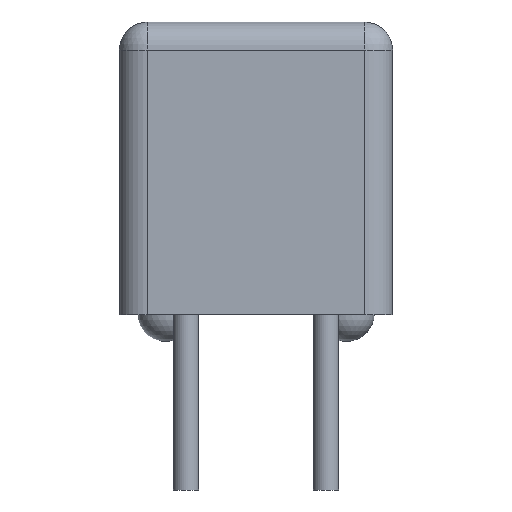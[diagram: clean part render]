
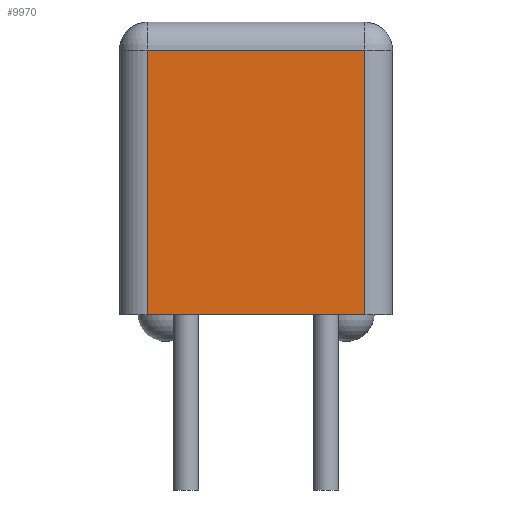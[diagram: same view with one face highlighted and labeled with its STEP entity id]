
A CAD part, left-side view. The second image highlights one B-rep face of the part: STEP entity #9970.
In plain terms, the highlighted planar face has unit normal (-1, 0, 0).
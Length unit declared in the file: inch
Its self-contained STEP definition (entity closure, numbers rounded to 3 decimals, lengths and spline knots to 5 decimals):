
#9699=CARTESIAN_POINT('',(-0.395,0.0775,0.0845));
#9700=VERTEX_POINT('',#9699);
#9730=CARTESIAN_POINT('',(-0.395,-0.0775,0.0845));
#9731=VERTEX_POINT('',#9730);
#9763=CARTESIAN_POINT('',(-0.395,-0.0775,-0.1045));
#9764=VERTEX_POINT('',#9763);
#9781=CARTESIAN_POINT('',(-0.395,-0.0775,0.0845));
#9782=DIRECTION('',(0.0,0.0,-1.0));
#9783=VECTOR('',#9782,0.189);
#9784=LINE('',#9781,#9783);
#9785=EDGE_CURVE('',#9731,#9764,#9784,.T.);
#9798=CARTESIAN_POINT('',(-0.395,0.0775,0.0845));
#9799=DIRECTION('',(0.0,-1.0,0.0));
#9800=VECTOR('',#9799,0.155);
#9801=LINE('',#9798,#9800);
#9802=EDGE_CURVE('',#9700,#9731,#9801,.T.);
#9848=CARTESIAN_POINT('',(-0.395,0.0775,-0.1045));
#9849=VERTEX_POINT('',#9848);
#9857=CARTESIAN_POINT('',(-0.395,0.0775,-0.1045));
#9858=DIRECTION('',(0.0,0.0,1.0));
#9859=VECTOR('',#9858,0.189);
#9860=LINE('',#9857,#9859);
#9861=EDGE_CURVE('',#9849,#9700,#9860,.T.);
#9954=CARTESIAN_POINT('',(-0.395,0.0,0.1045));
#9955=DIRECTION('',(-1.0,0.0,0.0));
#9956=DIRECTION('',(0.0,0.0,1.0));
#9957=AXIS2_PLACEMENT_3D('',#9954,#9955,#9956);
#9958=PLANE('',#9957);
#9959=ORIENTED_EDGE('',*,*,#9785,.F.);
#9960=ORIENTED_EDGE('',*,*,#9802,.F.);
#9961=ORIENTED_EDGE('',*,*,#9861,.F.);
#9962=CARTESIAN_POINT('',(-0.395,0.0775,-0.1045));
#9963=DIRECTION('',(0.0,-1.0,0.0));
#9964=VECTOR('',#9963,0.155);
#9965=LINE('',#9962,#9964);
#9966=EDGE_CURVE('',#9849,#9764,#9965,.T.);
#9967=ORIENTED_EDGE('',*,*,#9966,.T.);
#9968=EDGE_LOOP('',(#9959,#9960,#9961,#9967));
#9969=FACE_OUTER_BOUND('',#9968,.T.);
#9970=ADVANCED_FACE('',(#9969),#9958,.T.);
